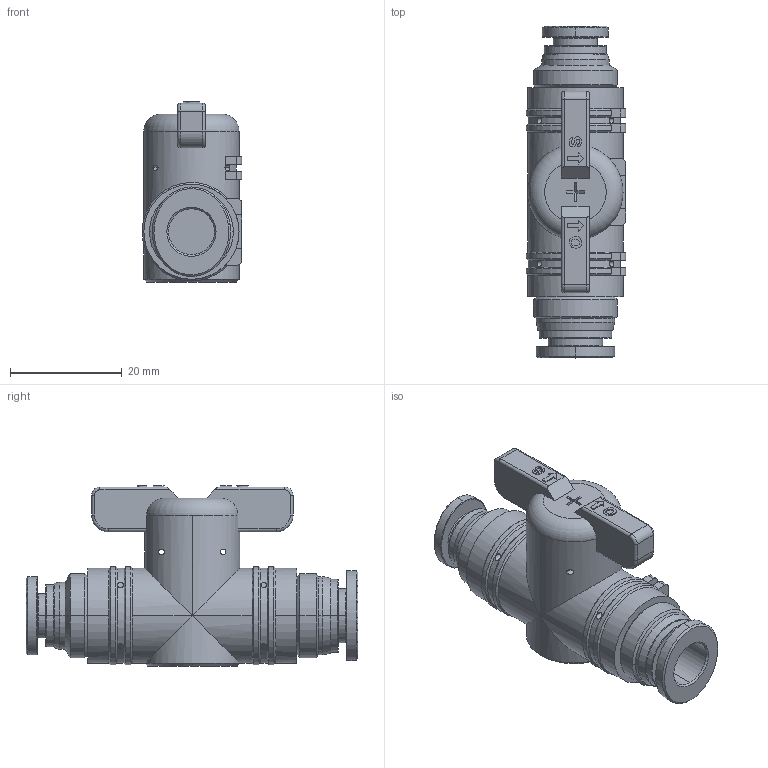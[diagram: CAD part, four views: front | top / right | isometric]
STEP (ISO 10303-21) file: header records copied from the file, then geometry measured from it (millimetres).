
FILE_DESCRIPTION((''),'2;1');
FILE_NAME('BUG200806-mdt.stp','2017-07-24T19:26:05',(''),(''),'Mechanical Desktop 2009','Mechanical Desktop 2009',', , ');
FILE_SCHEMA(('CONFIG_CONTROL_DESIGN'));
Length unit declared in the file: millimetre
Products named in the file (9): BUG200806-MDTA; BUG200806-MDT; BC6-20; COLLAR-06C; BC8-20; COLLAR-08C; BOLT-M3; HA; HANDLE-20
Assembly tree (10 placements, depth 3):
  BUG200806-MDTA
    BUG200806-MDT
    BC6-20  x2
      COLLAR-06C
    BC8-20
      COLLAR-08C
    BOLT-M3
    HA  x2
    HANDLE-20
Bounding box: 17.8 x 59.3 x 32.2 mm (x, y, z)
Volume: 14996.2 mm3; surface area: 5997.1 mm2
Topology: 1 solids, 3 shells, 383 faces, 996 edges, 640 vertices
Faces by surface type: plane 220, cylinder 102, cone 32, torus 18, bspline 11
Entity records: 13743 total; most frequent: CARTESIAN_POINT 4180, ORIENTED_EDGE 1988, DIRECTION 1908, EDGE_CURVE 994, VECTOR 656, LINE 656, VERTEX_POINT 640, AXIS2_PLACEMENT_3D 626
